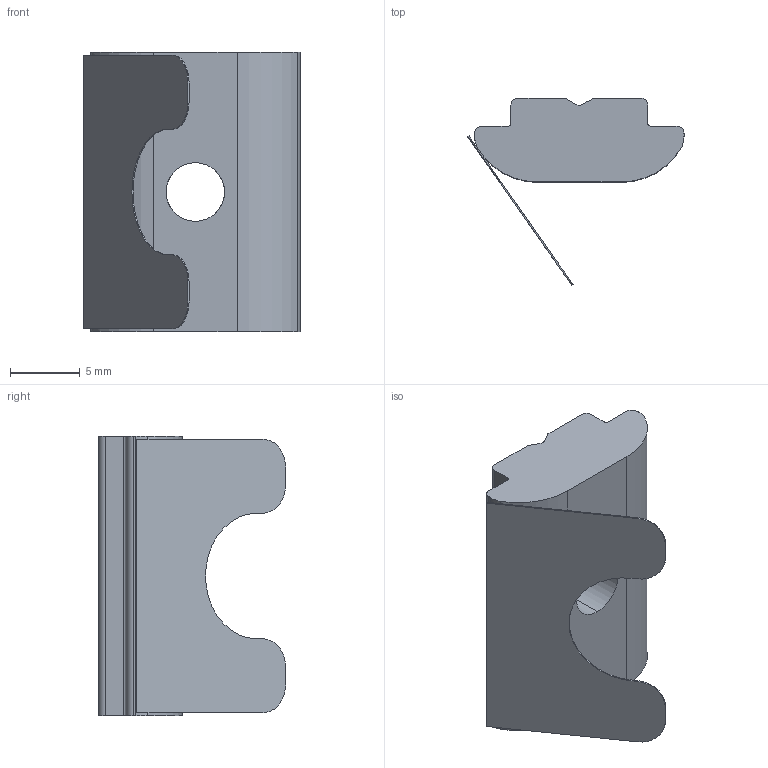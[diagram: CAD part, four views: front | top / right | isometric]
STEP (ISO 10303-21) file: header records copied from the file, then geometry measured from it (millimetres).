
FILE_DESCRIPTION(('STEP AP214'),'1');
FILE_NAME('fath_096085f.stp','2017-09-19T13:54:45',('TraceParts'),('TraceParts S.A.'),'Spatial InterOp 3D',' ',' ');
FILE_SCHEMA(('automotive_design'));
Length unit declared in the file: millimetre
Products named in the file (1): fath_096085f
Bounding box: 15.49 x 13.41 x 20 mm (x, y, z)
Volume: 1371 mm3; surface area: 1322.7 mm2
Topology: 1 solids, 1 shells, 45 faces, 129 edges, 86 vertices
Faces by surface type: plane 23, cylinder 22
Entity records: 1880 total; most frequent: CARTESIAN_POINT 285, ORIENTED_EDGE 258, DIRECTION 257, EDGE_CURVE 129, AXIS2_PLACEMENT_3D 90, VERTEX_POINT 86, LINE 77, VECTOR 77
